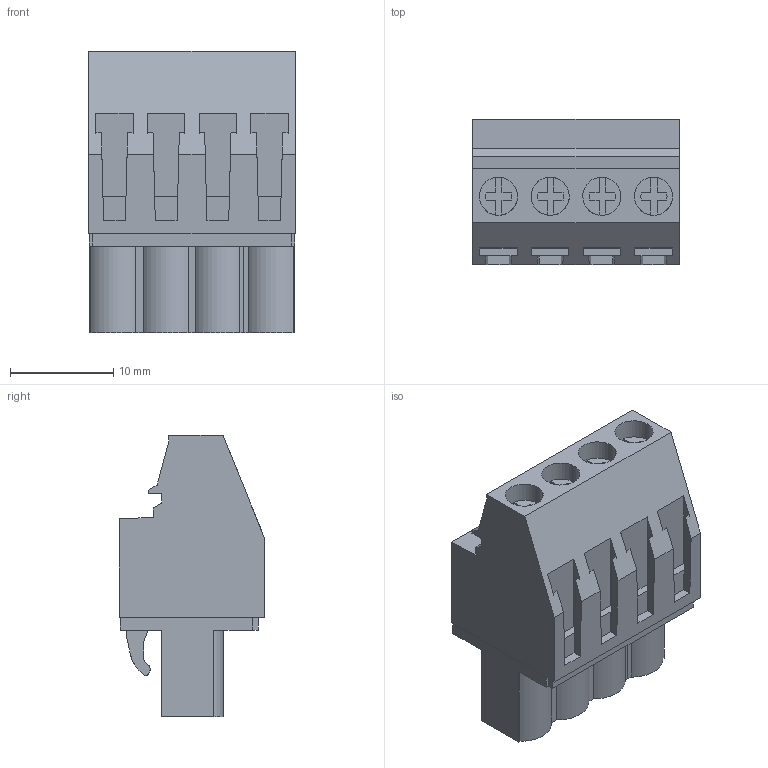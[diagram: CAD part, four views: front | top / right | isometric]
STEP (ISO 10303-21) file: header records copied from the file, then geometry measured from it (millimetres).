
FILE_DESCRIPTION(('CATIA V5 STEP Exchange','CAx-IF Rec.Pracs.--- Model Styling and Organization---1.2---2011-12-15'),'2;1');
FILE_NAME ('D1460436_0_1958630000_1958630000.stp','2017-09-20T12:45:14+00:00',('none'),('Weidmueller'),'CATIA Version 5-6 Release 2014','CATIA V5 STEP AP214','none');
FILE_SCHEMA(('AUTOMOTIVE_DESIGN { 1 0 10303 214 1 1 1 1 }'));
Length unit declared in the file: millimetre
Products named in the file (1): 1958630000
Bounding box: 20 x 14.05 x 27.2 mm (x, y, z)
Volume: 4572.5 mm3; surface area: 3049.4 mm2
Topology: 5 solids, 5 shells, 290 faces, 800 edges, 537 vertices
Faces by surface type: plane 246, cylinder 34, extrusion 10
Entity records: 8862 total; most frequent: CARTESIAN_POINT 1761, ORIENTED_EDGE 1600, DIRECTION 1198, EDGE_CURVE 800, VECTOR 696, LINE 686, VERTEX_POINT 537, EDGE_LOOP 307
